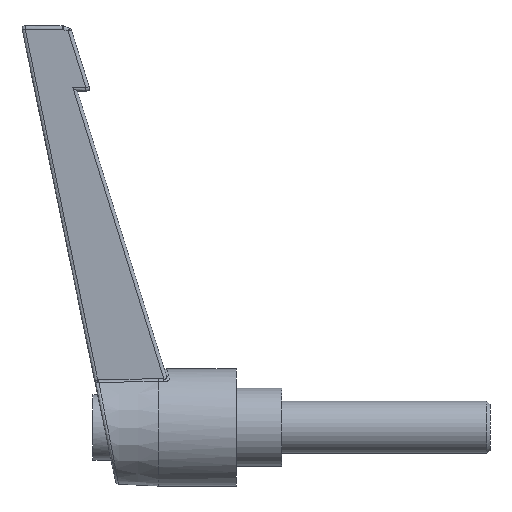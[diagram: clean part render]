
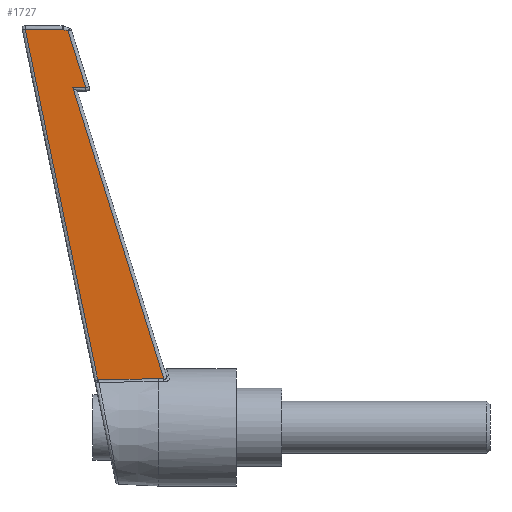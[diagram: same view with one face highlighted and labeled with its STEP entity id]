
A CAD part, left-side view. The second image highlights one B-rep face of the part: STEP entity #1727.
In plain terms, the highlighted planar face has unit normal (-0.999, 0.054, -0.004).
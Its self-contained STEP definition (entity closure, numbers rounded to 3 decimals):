
#2 = CARTESIAN_POINT ( 'NONE',  ( -5.373, 11.128, 7.47 ) ) ;
#66 = B_SPLINE_CURVE_WITH_KNOTS ( 'NONE', 3,
 ( #808, #432, #2846, #2111 ),
 .UNSPECIFIED., .F., .F.,
 ( 4, 4 ),
 ( 0., 1. ),
 .UNSPECIFIED. ) ;
#69 = VERTEX_POINT ( 'NONE', #2700 ) ;
#71 = CARTESIAN_POINT ( 'NONE',  ( -4.827, 21.267, 7.294 ) ) ;
#98 = CARTESIAN_POINT ( 'NONE',  ( -4.787, 25.104, 52.193 ) ) ;
#129 = CARTESIAN_POINT ( 'NONE',  ( -4.428, 32.413, 61.193 ) ) ;
#218 = CARTESIAN_POINT ( 'NONE',  ( -4.833, 21.155, 7.304 ) ) ;
#225 = CARTESIAN_POINT ( 'NONE',  ( -4.787, 25.104, 52.193 ) ) ;
#242 = EDGE_CURVE ( 'NONE', #752, #4704, #66, .T. ) ;
#333 = DIRECTION ( 'NONE',  ( -0.999, 0.054, -0.004 ) ) ;
#432 = CARTESIAN_POINT ( 'NONE',  ( -4.767, 26.084, 60.973 ) ) ;
#676 = CARTESIAN_POINT ( 'NONE',  ( -4.83, 21.211, 7.302 ) ) ;
#682 = B_SPLINE_CURVE_WITH_KNOTS ( 'NONE', 3,
 ( #4747, #3208, #3580, #5114 ),
 .UNSPECIFIED., .F., .F.,
 ( 4, 4 ),
 ( 0., 1. ),
 .UNSPECIFIED. ) ;
#734 = CARTESIAN_POINT ( 'NONE',  ( -5.498, 8.283, 0.131 ) ) ;
#752 = VERTEX_POINT ( 'NONE', #1069 ) ;
#784 = ORIENTED_EDGE ( 'NONE', *, *, #2451, .T. ) ;
#791 = CARTESIAN_POINT ( 'NONE',  ( -4.895, 23.104, 52.193 ) ) ;
#808 = CARTESIAN_POINT ( 'NONE',  ( -4.781, 25.813, 60.863 ) ) ;
#851 = CARTESIAN_POINT ( 'NONE',  ( -4.561, 28.698, 43.227 ) ) ;
#953 = CARTESIAN_POINT ( 'NONE',  ( -4.982, 20.445, 37.285 ) ) ;
#986 = EDGE_CURVE ( 'NONE', #69, #4133, #1871, .T. ) ;
#1069 = CARTESIAN_POINT ( 'NONE',  ( -4.781, 25.813, 60.863 ) ) ;
#1204 = CARTESIAN_POINT ( 'NONE',  ( -5.327, 11.986, 7.506 ) ) ;
#1290 = B_SPLINE_CURVE_WITH_KNOTS ( 'NONE', 3,
 ( #98, #3288, #2047, #1714 ),
 .UNSPECIFIED., .F., .F.,
 ( 4, 4 ),
 ( 0., 1. ),
 .UNSPECIFIED. ) ;
#1292 = ORIENTED_EDGE ( 'NONE', *, *, #2839, .T. ) ;
#1512 = CARTESIAN_POINT ( 'NONE',  ( -5.327, 11.986, 7.506 ) ) ;
#1568 = EDGE_CURVE ( 'NONE', #4839, #4373, #2407, .T. ) ;
#1596 = CARTESIAN_POINT ( 'NONE',  ( -4.895, 23.104, 52.193 ) ) ;
#1603 = CARTESIAN_POINT ( 'NONE',  ( -4.836, 21.098, 7.305 ) ) ;
#1657 = B_SPLINE_CURVE_WITH_KNOTS ( 'NONE', 3,
 ( #791, #4792, #3521, #2380 ),
 .UNSPECIFIED., .F., .F.,
 ( 4, 4 ),
 ( 0., 1. ),
 .UNSPECIFIED. ) ;
#1714 = CARTESIAN_POINT ( 'NONE',  ( -4.895, 23.104, 52.193 ) ) ;
#1727 = ADVANCED_FACE ( 'NONE', ( #4783 ), #3983, .T. ) ;
#1779 = CARTESIAN_POINT ( 'NONE',  ( -4.827, 21.267, 7.294 ) ) ;
#1871 =( BOUNDED_CURVE ( )  B_SPLINE_CURVE ( 3, ( #1603, #3201, #4789, #1204 ),
 .UNSPECIFIED., .F., .T. ) 
 B_SPLINE_CURVE_WITH_KNOTS ( ( 4, 4 ),
 ( 3.855, 3.879 ),
 .UNSPECIFIED. ) 
 CURVE ( )  GEOMETRIC_REPRESENTATION_ITEM ( )  RATIONAL_B_SPLINE_CURVE ( ( 1., 1., 1., 1. ) ) 
 REPRESENTATION_ITEM ( '' )  );
#2038 = EDGE_CURVE ( 'NONE', #4133, #4839, #2941, .T. ) ;
#2047 = CARTESIAN_POINT ( 'NONE',  ( -4.859, 23.77, 52.193 ) ) ;
#2111 = CARTESIAN_POINT ( 'NONE',  ( -4.739, 26.625, 61.193 ) ) ;
#2141 = EDGE_CURVE ( 'NONE', #4704, #2386, #682, .T. ) ;
#2254 = ORIENTED_EDGE ( 'NONE', *, *, #242, .T. ) ;
#2322 = EDGE_LOOP ( 'NONE', ( #3567, #5151, #5096, #1292, #4691, #2254, #4228, #2789, #784 ) ) ;
#2380 = CARTESIAN_POINT ( 'NONE',  ( -4.781, 25.813, 60.863 ) ) ;
#2386 = VERTEX_POINT ( 'NONE', #4650 ) ;
#2407 = B_SPLINE_CURVE_WITH_KNOTS ( 'NONE', 3,
 ( #2520, #3289, #953, #4143 ),
 .UNSPECIFIED., .F., .F.,
 ( 4, 4 ),
 ( 0.006, 1. ),
 .UNSPECIFIED. ) ;
#2440 = CARTESIAN_POINT ( 'NONE',  ( -4.694, 24.983, 25.261 ) ) ;
#2451 = EDGE_CURVE ( 'NONE', #4563, #69, #3554, .T. ) ;
#2520 = CARTESIAN_POINT ( 'NONE',  ( -5.373, 11.128, 7.47 ) ) ;
#2700 = CARTESIAN_POINT ( 'NONE',  ( -4.836, 21.098, 7.305 ) ) ;
#2765 = DIRECTION ( 'NONE',  ( -0.054, -0.999, 0. ) ) ;
#2789 = ORIENTED_EDGE ( 'NONE', *, *, #2798, .T. ) ;
#2798 = EDGE_CURVE ( 'NONE', #2386, #4563, #4163, .T. ) ;
#2839 = EDGE_CURVE ( 'NONE', #4373, #3245, #1290, .T. ) ;
#2846 = CARTESIAN_POINT ( 'NONE',  ( -4.753, 26.354, 61.083 ) ) ;
#2941 =( BOUNDED_CURVE ( )  B_SPLINE_CURVE ( 3, ( #1512, #4282, #3896, #3996 ),
 .UNSPECIFIED., .F., .F. ) 
 B_SPLINE_CURVE_WITH_KNOTS ( ( 4, 4 ),
 ( 5.369, 5.375 ),
 .UNSPECIFIED. ) 
 CURVE ( )  GEOMETRIC_REPRESENTATION_ITEM ( )  RATIONAL_B_SPLINE_CURVE ( ( 1., 1., 1., 1. ) ) 
 REPRESENTATION_ITEM ( '' )  );
#3058 = AXIS2_PLACEMENT_3D ( 'NONE', #734, #333, #2765 ) ;
#3060 = CARTESIAN_POINT ( 'NONE',  ( -4.836, 21.098, 7.305 ) ) ;
#3201 = CARTESIAN_POINT ( 'NONE',  ( -4.997, 18.102, 7.373 ) ) ;
#3208 = CARTESIAN_POINT ( 'NONE',  ( -4.635, 28.554, 61.193 ) ) ;
#3245 = VERTEX_POINT ( 'NONE', #1596 ) ;
#3288 = CARTESIAN_POINT ( 'NONE',  ( -4.823, 24.437, 52.193 ) ) ;
#3289 = CARTESIAN_POINT ( 'NONE',  ( -5.177, 15.786, 22.378 ) ) ;
#3521 = CARTESIAN_POINT ( 'NONE',  ( -4.819, 24.91, 57.973 ) ) ;
#3554 = B_SPLINE_CURVE_WITH_KNOTS ( 'NONE', 3,
 ( #4676, #676, #218, #3060 ),
 .UNSPECIFIED., .F., .F.,
 ( 4, 4 ),
 ( 0., 0. ),
 .UNSPECIFIED. ) ;
#3567 = ORIENTED_EDGE ( 'NONE', *, *, #986, .T. ) ;
#3580 = CARTESIAN_POINT ( 'NONE',  ( -4.531, 30.483, 61.193 ) ) ;
#3856 = CARTESIAN_POINT ( 'NONE',  ( -4.739, 26.625, 61.193 ) ) ;
#3896 = CARTESIAN_POINT ( 'NONE',  ( -5.357, 11.413, 7.482 ) ) ;
#3983 = PLANE ( 'NONE',  #3058 ) ;
#3996 = CARTESIAN_POINT ( 'NONE',  ( -5.373, 11.128, 7.47 ) ) ;
#4123 = EDGE_CURVE ( 'NONE', #3245, #752, #1657, .T. ) ;
#4133 = VERTEX_POINT ( 'NONE', #4358 ) ;
#4143 = CARTESIAN_POINT ( 'NONE',  ( -4.787, 25.104, 52.193 ) ) ;
#4163 = B_SPLINE_CURVE_WITH_KNOTS ( 'NONE', 3,
 ( #129, #851, #2440, #71 ),
 .UNSPECIFIED., .F., .F.,
 ( 4, 4 ),
 ( 0., 0.995 ),
 .UNSPECIFIED. ) ;
#4228 = ORIENTED_EDGE ( 'NONE', *, *, #2141, .T. ) ;
#4282 = CARTESIAN_POINT ( 'NONE',  ( -5.342, 11.699, 7.494 ) ) ;
#4358 = CARTESIAN_POINT ( 'NONE',  ( -5.327, 11.986, 7.506 ) ) ;
#4373 = VERTEX_POINT ( 'NONE', #225 ) ;
#4563 = VERTEX_POINT ( 'NONE', #1779 ) ;
#4650 = CARTESIAN_POINT ( 'NONE',  ( -4.428, 32.413, 61.193 ) ) ;
#4676 = CARTESIAN_POINT ( 'NONE',  ( -4.827, 21.267, 7.294 ) ) ;
#4691 = ORIENTED_EDGE ( 'NONE', *, *, #4123, .T. ) ;
#4704 = VERTEX_POINT ( 'NONE', #3856 ) ;
#4747 = CARTESIAN_POINT ( 'NONE',  ( -4.739, 26.625, 61.193 ) ) ;
#4783 = FACE_OUTER_BOUND ( 'NONE', #2322, .T. ) ;
#4789 = CARTESIAN_POINT ( 'NONE',  ( -5.161, 15.065, 7.44 ) ) ;
#4792 = CARTESIAN_POINT ( 'NONE',  ( -4.857, 24.007, 55.083 ) ) ;
#4839 = VERTEX_POINT ( 'NONE', #2 ) ;
#5096 = ORIENTED_EDGE ( 'NONE', *, *, #1568, .T. ) ;
#5114 = CARTESIAN_POINT ( 'NONE',  ( -4.428, 32.413, 61.193 ) ) ;
#5151 = ORIENTED_EDGE ( 'NONE', *, *, #2038, .T. ) ;
